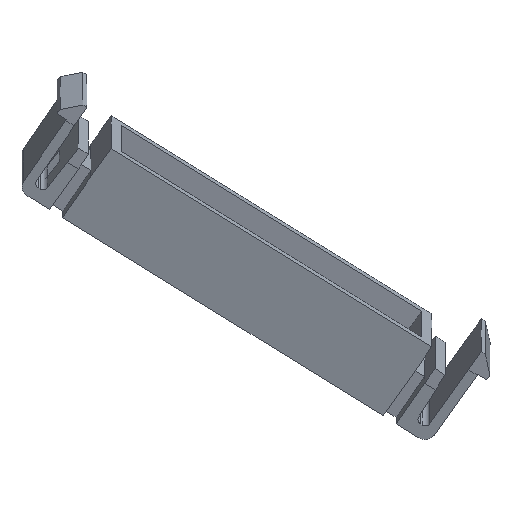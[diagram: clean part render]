
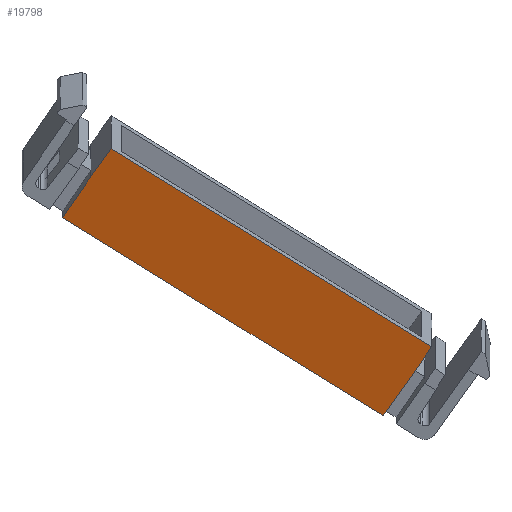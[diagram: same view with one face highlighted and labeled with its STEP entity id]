
A CAD part, front view. The second image highlights one B-rep face of the part: STEP entity #19798.
In plain terms, the highlighted face is planar.
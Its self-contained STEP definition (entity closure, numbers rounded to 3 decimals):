
#2217=CARTESIAN_POINT('Control Point',(-17.45,-4.346,4.7)) ;
#2218=CARTESIAN_POINT('Control Point',(-17.409,-4.305,0.)) ;
#2219=CARTESIAN_POINT('Vertex',(-17.409,-4.305,0.)) ;
#2221=CARTESIAN_POINT('Vertex',(-17.45,-4.346,4.7)) ;
#2254=CARTESIAN_POINT('Control Point',(17.45,-4.346,4.7)) ;
#2255=CARTESIAN_POINT('Control Point',(17.409,-4.305,0.)) ;
#2256=CARTESIAN_POINT('Vertex',(17.45,-4.346,4.7)) ;
#2258=CARTESIAN_POINT('Vertex',(17.409,-4.305,0.)) ;
#19653=CARTESIAN_POINT('Control Point',(-17.45,-4.346,4.7)) ;
#19654=CARTESIAN_POINT('Control Point',(-17.392,-4.375,8.)) ;
#19655=CARTESIAN_POINT('Vertex',(-17.392,-4.375,8.)) ;
#19769=CARTESIAN_POINT('Axis2P3D Location',(0.,-4.375,8.)) ;
#19774=CARTESIAN_POINT('Line Origine',(0.,-4.375,8.)) ;
#19778=CARTESIAN_POINT('Vertex',(17.392,-4.375,8.)) ;
#19781=CARTESIAN_POINT('Line Origine',(0.,-4.305,0.)) ;
#19787=CARTESIAN_POINT('Control Point',(17.45,-4.346,4.7)) ;
#19788=CARTESIAN_POINT('Control Point',(17.392,-4.375,8.)) ;
#19770=DIRECTION('Axis2P3D Direction',(0.,-1.,-0.009)) ;
#19771=DIRECTION('Axis2P3D XDirection',(1.,0.,0.)) ;
#19775=DIRECTION('Vector Direction',(1.,0.,0.)) ;
#19782=DIRECTION('Vector Direction',(1.,0.,0.)) ;
#19772=AXIS2_PLACEMENT_3D('Plane Axis2P3D',#19769,#19770,#19771) ;
#19791=ORIENTED_EDGE('',*,*,#19780,.F.) ;
#19792=ORIENTED_EDGE('',*,*,#19657,.T.) ;
#19793=ORIENTED_EDGE('',*,*,#2223,.F.) ;
#19794=ORIENTED_EDGE('',*,*,#19785,.F.) ;
#19795=ORIENTED_EDGE('',*,*,#2260,.F.) ;
#19796=ORIENTED_EDGE('',*,*,#19789,.T.) ;
#19776=VECTOR('Line Direction',#19775,1.) ;
#19783=VECTOR('Line Direction',#19782,1.) ;
#19798=ADVANCED_FACE('PartBody',(#19797),#19773,.T.) ;
#2216=B_SPLINE_CURVE_WITH_KNOTS('',1,(#2217,#2218),.UNSPECIFIED.,.F.,.U.,(2,2),(-2.35,2.35),.UNSPECIFIED.) ;
#2253=B_SPLINE_CURVE_WITH_KNOTS('',1,(#2254,#2255),.UNSPECIFIED.,.F.,.U.,(2,2),(-2.35,2.35),.UNSPECIFIED.) ;
#19652=B_SPLINE_CURVE_WITH_KNOTS('',1,(#19653,#19654),.UNSPECIFIED.,.F.,.U.,(2,2),(-1.65,1.65),.UNSPECIFIED.) ;
#19786=B_SPLINE_CURVE_WITH_KNOTS('',1,(#19787,#19788),.UNSPECIFIED.,.F.,.U.,(2,2),(-1.65,1.65),.UNSPECIFIED.) ;
#2223=EDGE_CURVE('',#2220,#2222,#2216,.F.) ;
#2260=EDGE_CURVE('',#2257,#2259,#2253,.T.) ;
#19657=EDGE_CURVE('',#19656,#2222,#19652,.F.) ;
#19780=EDGE_CURVE('',#19656,#19779,#19777,.T.) ;
#19785=EDGE_CURVE('',#2259,#2220,#19784,.F.) ;
#19789=EDGE_CURVE('',#2257,#19779,#19786,.T.) ;
#19790=EDGE_LOOP('',(#19791,#19792,#19793,#19794,#19795,#19796)) ;
#19797=FACE_OUTER_BOUND('',#19790,.T.) ;
#19777=LINE('Line',#19774,#19776) ;
#19784=LINE('Line',#19781,#19783) ;
#19773=PLANE('',#19772) ;
#2220=VERTEX_POINT('',#2219) ;
#2222=VERTEX_POINT('',#2221) ;
#2257=VERTEX_POINT('',#2256) ;
#2259=VERTEX_POINT('',#2258) ;
#19656=VERTEX_POINT('',#19655) ;
#19779=VERTEX_POINT('',#19778) ;
